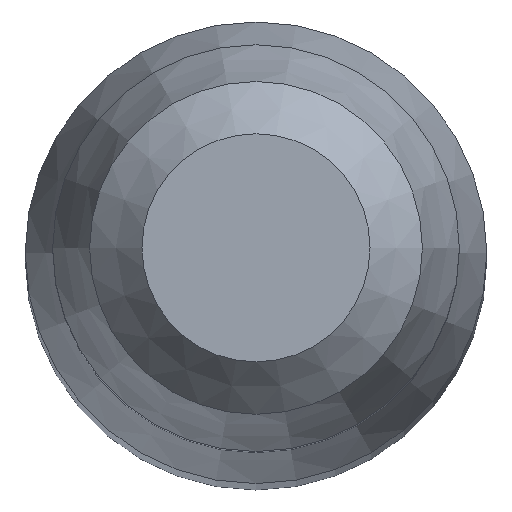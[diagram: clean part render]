
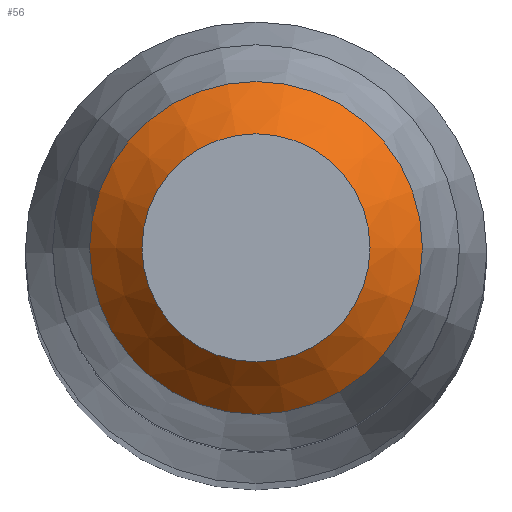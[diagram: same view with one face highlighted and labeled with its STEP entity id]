
A CAD part, top view. The second image highlights one B-rep face of the part: STEP entity #56.
In plain terms, the highlighted conical face has half-angle 45 degrees and reference radius 1.622 mm.
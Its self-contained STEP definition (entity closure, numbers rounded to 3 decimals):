
#56=ADVANCED_FACE('',(#84,#85),#62,.T.);
#62=CONICAL_SURFACE('',#534,1.622,45.);
#84=FACE_BOUND('',#110,.T.);
#85=FACE_BOUND('',#111,.T.);
#110=EDGE_LOOP('',(#136));
#111=EDGE_LOOP('',(#137));
#136=ORIENTED_EDGE('',*,*,#164,.F.);
#137=ORIENTED_EDGE('',*,*,#165,.F.);
#151=VERTEX_POINT('',#717);
#152=VERTEX_POINT('',#720);
#164=EDGE_CURVE('',#151,#151,#177,.T.);
#165=EDGE_CURVE('',#152,#152,#178,.T.);
#177=CIRCLE('',#531,0.865);
#178=CIRCLE('',#533,1.262);
#531=AXIS2_PLACEMENT_3D('',#716,#623,#624);
#533=AXIS2_PLACEMENT_3D('',#719,#627,#628);
#534=AXIS2_PLACEMENT_3D('',#721,#629,#630);
#623=DIRECTION('',(0.,0.,1.));
#624=DIRECTION('',(-1.,0.,0.));
#627=DIRECTION('',(0.,0.,-1.));
#628=DIRECTION('',(1.,0.,0.));
#629=DIRECTION('',(0.,0.,-1.));
#630=DIRECTION('',(-1.,0.,0.));
#716=CARTESIAN_POINT('',(0.,0.,56.1));
#717=CARTESIAN_POINT('',(-0.865,0.,56.1));
#719=CARTESIAN_POINT('',(0.,0.,55.703));
#720=CARTESIAN_POINT('',(1.262,0.,55.703));
#721=CARTESIAN_POINT('',(0.,0.,55.343));
